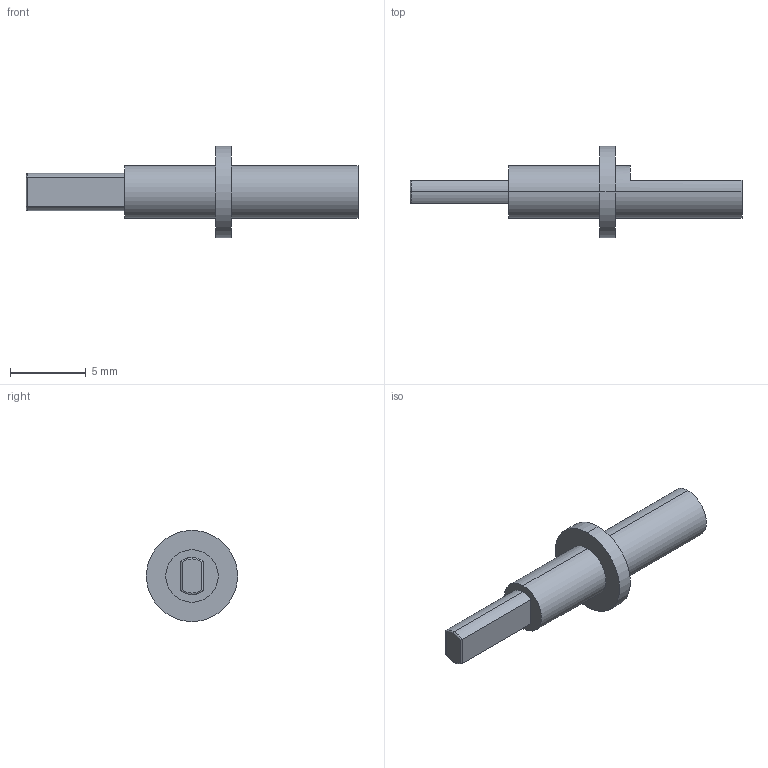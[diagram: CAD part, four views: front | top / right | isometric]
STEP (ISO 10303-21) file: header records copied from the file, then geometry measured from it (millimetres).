
FILE_DESCRIPTION (( 'STEP AP214' ), '1' );
FILE_NAME ('Piece VHF.STEP', '2024-11-30T14:04:59', ( '' ), ( '' ), 'SwSTEP 2.0', 'SolidWorks 2015', '' );
FILE_SCHEMA (( 'AUTOMOTIVE_DESIGN' ));
Length unit declared in the file: millimetre
Products named in the file (1): Piece VHF
Bounding box: 21.85 x 6 x 6 mm (x, y, z)
Volume: 169.3 mm3; surface area: 271.4 mm2
Topology: 1 solids, 1 shells, 23 faces, 49 edges, 31 vertices
Faces by surface type: cylinder 11, plane 9, torus 3
Entity records: 725 total; most frequent: CARTESIAN_POINT 176, DIRECTION 117, ORIENTED_EDGE 98, EDGE_CURVE 49, AXIS2_PLACEMENT_3D 48, VERTEX_POINT 31, EDGE_LOOP 26, CIRCLE 24
